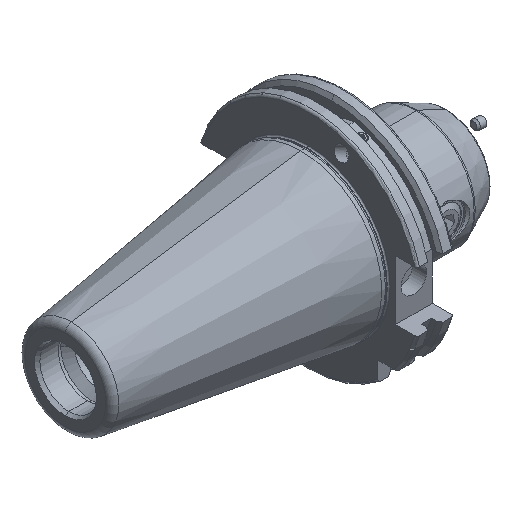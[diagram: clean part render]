
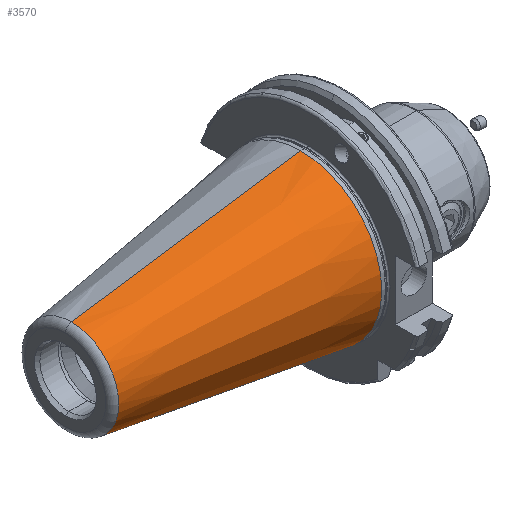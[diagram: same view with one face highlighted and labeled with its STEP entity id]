
A CAD part, isometric view. The second image highlights one B-rep face of the part: STEP entity #3570.
In plain terms, the highlighted conical face has half-angle 8.297 degrees and reference radius 34.925 mm.
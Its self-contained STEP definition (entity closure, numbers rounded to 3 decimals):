
#1277 = CARTESIAN_POINT ( 'NONE',  ( -99.183, 0., -20.461 ) ) ;
#1284 = DIRECTION ( 'NONE',  ( 0.99, 0., 0.144 ) ) ;
#1285 = VECTOR ( 'NONE', #1284, 1000. ) ;
#1286 = CARTESIAN_POINT ( 'NONE',  ( 0., 0., 34.925 ) ) ;
#1287 = LINE ( 'NONE', #1286, #1285 ) ;
#1332 = DIRECTION ( 'NONE',  ( 0., 0., -1. ) ) ;
#1333 = DIRECTION ( 'NONE',  ( -1., 0., 0. ) ) ;
#1334 = CARTESIAN_POINT ( 'NONE',  ( -99.183, 0., 0. ) ) ;
#1335 = AXIS2_PLACEMENT_3D ( 'NONE', #1334, #1333, #1332 ) ;
#1346 = CIRCLE ( 'NONE', #1335, 20.461 ) ;
#1365 = DIRECTION ( 'NONE',  ( 0.99, 0., -0.144 ) ) ;
#1366 = VECTOR ( 'NONE', #1365, 1000. ) ;
#1367 = CARTESIAN_POINT ( 'NONE',  ( 0., 0., -34.925 ) ) ;
#1368 = LINE ( 'NONE', #1367, #1366 ) ;
#2062 = EDGE_CURVE ( 'NONE', #2063, #2064, #5672, .T. ) ;
#2063 = VERTEX_POINT ( 'NONE', #5657 ) ;
#2064 = VERTEX_POINT ( 'NONE', #5679 ) ;
#3528 = CARTESIAN_POINT ( 'NONE',  ( -99.183, 0., 20.461 ) ) ;
#3564 = ORIENTED_EDGE ( 'NONE', *, *, #2062, .T. ) ;
#3570 = ADVANCED_FACE ( 'NONE', ( #5333 ), #5385, .T. ) ;
#3571 = VERTEX_POINT ( 'NONE', #3528 ) ;
#3596 = ORIENTED_EDGE ( 'NONE', *, *, #3638, .T. ) ;
#3599 = EDGE_LOOP ( 'NONE', ( #3603, #3596, #3564, #3614 ) ) ;
#3603 = ORIENTED_EDGE ( 'NONE', *, *, #3629, .F. ) ;
#3614 = ORIENTED_EDGE ( 'NONE', *, *, #3626, .F. ) ;
#3615 = VERTEX_POINT ( 'NONE', #1277 ) ;
#3626 = EDGE_CURVE ( 'NONE', #3571, #2064, #1287, .T. ) ;
#3629 = EDGE_CURVE ( 'NONE', #3615, #3571, #1346, .T. ) ;
#3638 = EDGE_CURVE ( 'NONE', #3615, #2063, #1368, .T. ) ;
#5333 = FACE_OUTER_BOUND ( 'NONE', #3599, .T. ) ;
#5383 = DIRECTION ( 'NONE',  ( 0., 0., 1. ) ) ;
#5384 = AXIS2_PLACEMENT_3D ( 'NONE', #5386, #5387, #5383 ) ;
#5385 = CONICAL_SURFACE ( 'NONE', #5384, 34.925, 0.145 ) ;
#5386 = CARTESIAN_POINT ( 'NONE',  ( 0., 0., 0. ) ) ;
#5387 = DIRECTION ( 'NONE',  ( 1., 0., 0. ) ) ;
#5630 = DIRECTION ( 'NONE',  ( 0., 0., -1. ) ) ;
#5631 = DIRECTION ( 'NONE',  ( -1., 0., 0. ) ) ;
#5652 = CARTESIAN_POINT ( 'NONE',  ( 0., 0., 0. ) ) ;
#5657 = CARTESIAN_POINT ( 'NONE',  ( 0., 0., -34.925 ) ) ;
#5672 = CIRCLE ( 'NONE', #5689, 34.925 ) ;
#5679 = CARTESIAN_POINT ( 'NONE',  ( 0., 0., 34.925 ) ) ;
#5689 = AXIS2_PLACEMENT_3D ( 'NONE', #5652, #5631, #5630 ) ;
